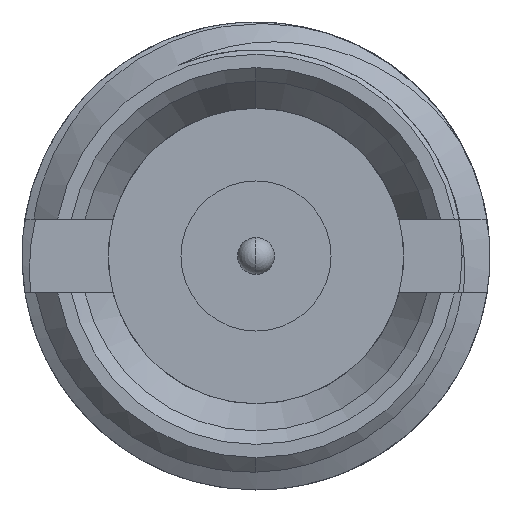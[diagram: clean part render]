
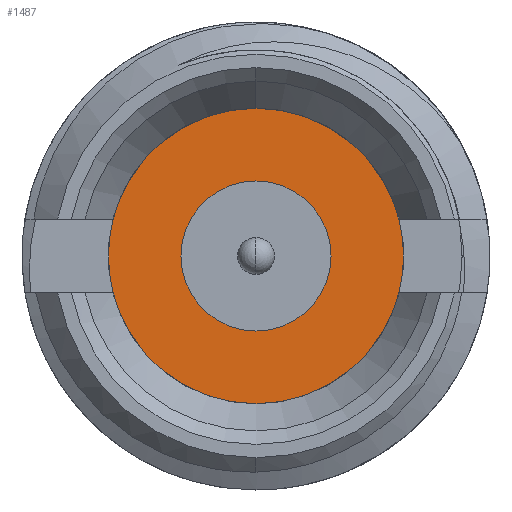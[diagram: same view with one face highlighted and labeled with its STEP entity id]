
A CAD part, left-side view. The second image highlights one B-rep face of the part: STEP entity #1487.
In plain terms, the highlighted planar face has unit normal (-1, 0, 0).
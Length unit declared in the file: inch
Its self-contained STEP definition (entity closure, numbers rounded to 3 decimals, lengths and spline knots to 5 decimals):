
#2 = AXIS2_PLACEMENT_3D ( 'NONE', #2143, #7992, #1402 ) ;
#184 = DIRECTION ( 'NONE',  ( -1., 0., 0. ) ) ;
#189 = VERTEX_POINT ( 'NONE', #3830 ) ;
#641 = AXIS2_PLACEMENT_3D ( 'NONE', #7643, #2627, #7254 ) ;
#844 = CIRCLE ( 'NONE', #5360, 0.03046 ) ;
#1263 = EDGE_LOOP ( 'NONE', ( #6859, #2998 ) ) ;
#1320 = AXIS2_PLACEMENT_3D ( 'NONE', #5260, #8169, #1657 ) ;
#1402 = DIRECTION ( 'NONE',  ( 0., 1., 0. ) ) ;
#1487 = ADVANCED_FACE ( 'NONE', ( #1582, #3580 ), #7334, .F. ) ;
#1532 = CIRCLE ( 'NONE', #641, 0.0625 ) ;
#1582 = FACE_BOUND ( 'NONE', #1263, .T. ) ;
#1657 = DIRECTION ( 'NONE',  ( 0., 0., 1. ) ) ;
#1701 = VERTEX_POINT ( 'NONE', #2375 ) ;
#1824 = CARTESIAN_POINT ( 'NONE',  ( 0.11, 0., -0.03046 ) ) ;
#2143 = CARTESIAN_POINT ( 'NONE',  ( 0.11, 0.01546, 0. ) ) ;
#2375 = CARTESIAN_POINT ( 'NONE',  ( 0.11, 0., -0.0625 ) ) ;
#2627 = DIRECTION ( 'NONE',  ( -1., 0., 0. ) ) ;
#2726 = CIRCLE ( 'NONE', #8054, 0.03046 ) ;
#2831 = VERTEX_POINT ( 'NONE', #1824 ) ;
#2998 = ORIENTED_EDGE ( 'NONE', *, *, #8791, .F. ) ;
#3051 = DIRECTION ( 'NONE',  ( 0., 0., 1. ) ) ;
#3474 = VERTEX_POINT ( 'NONE', #7350 ) ;
#3580 = FACE_OUTER_BOUND ( 'NONE', #8347, .T. ) ;
#3830 = CARTESIAN_POINT ( 'NONE',  ( 0.11, 0., 0.0625 ) ) ;
#4166 = CIRCLE ( 'NONE', #1320, 0.0625 ) ;
#4286 = EDGE_CURVE ( 'NONE', #189, #1701, #1532, .T. ) ;
#5114 = CARTESIAN_POINT ( 'NONE',  ( 0.11, 0., 0. ) ) ;
#5260 = CARTESIAN_POINT ( 'NONE',  ( 0.11, 0., 0. ) ) ;
#5360 = AXIS2_PLACEMENT_3D ( 'NONE', #7425, #6715, #8931 ) ;
#6352 = EDGE_CURVE ( 'NONE', #3474, #2831, #2726, .T. ) ;
#6715 = DIRECTION ( 'NONE',  ( -1., 0., 0. ) ) ;
#6859 = ORIENTED_EDGE ( 'NONE', *, *, #6352, .F. ) ;
#6916 = ORIENTED_EDGE ( 'NONE', *, *, #4286, .T. ) ;
#7254 = DIRECTION ( 'NONE',  ( 0., 0., 1. ) ) ;
#7334 = PLANE ( 'NONE',  #2 ) ;
#7350 = CARTESIAN_POINT ( 'NONE',  ( 0.11, 0., 0.03046 ) ) ;
#7400 = EDGE_CURVE ( 'NONE', #1701, #189, #4166, .T. ) ;
#7425 = CARTESIAN_POINT ( 'NONE',  ( 0.11, 0., 0. ) ) ;
#7643 = CARTESIAN_POINT ( 'NONE',  ( 0.11, 0., 0. ) ) ;
#7992 = DIRECTION ( 'NONE',  ( 1., 0., 0. ) ) ;
#8054 = AXIS2_PLACEMENT_3D ( 'NONE', #5114, #184, #3051 ) ;
#8169 = DIRECTION ( 'NONE',  ( -1., 0., 0. ) ) ;
#8170 = ORIENTED_EDGE ( 'NONE', *, *, #7400, .T. ) ;
#8347 = EDGE_LOOP ( 'NONE', ( #6916, #8170 ) ) ;
#8791 = EDGE_CURVE ( 'NONE', #2831, #3474, #844, .T. ) ;
#8931 = DIRECTION ( 'NONE',  ( 0., 0., 1. ) ) ;
